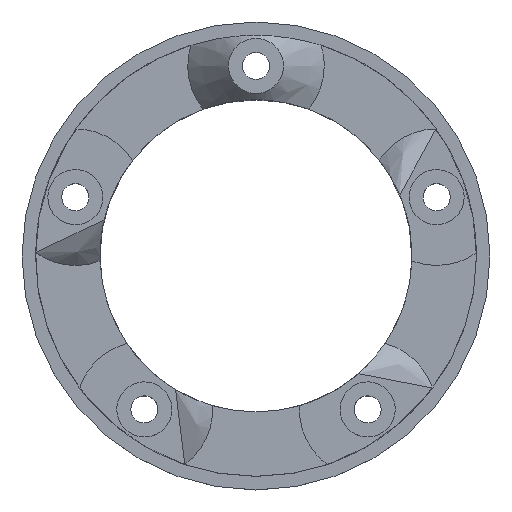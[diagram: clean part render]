
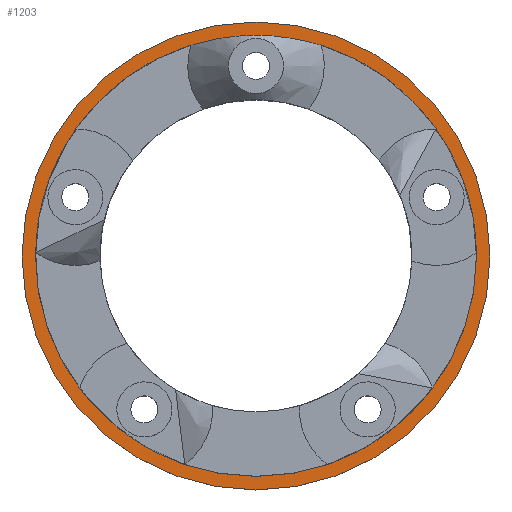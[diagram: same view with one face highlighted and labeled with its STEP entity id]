
A CAD part, top view. The second image highlights one B-rep face of the part: STEP entity #1203.
In plain terms, the highlighted planar face has unit normal (0, 0, 1).
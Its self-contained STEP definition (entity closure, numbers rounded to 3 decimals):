
#58=FACE_BOUND('',#251,.T.);
#110=CIRCLE('',#1328,32.5);
#111=CIRCLE('',#1330,34.5);
#175=FACE_OUTER_BOUND('',#250,.T.);
#250=EDGE_LOOP('',(#1039));
#251=EDGE_LOOP('',(#1040));
#585=VERTEX_POINT('',#2186);
#586=VERTEX_POINT('',#2190);
#751=EDGE_CURVE('',#585,#585,#110,.T.);
#752=EDGE_CURVE('',#586,#586,#111,.T.);
#1039=ORIENTED_EDGE('',*,*,#752,.F.);
#1040=ORIENTED_EDGE('',*,*,#751,.F.);
#1140=PLANE('',#1329);
#1203=ADVANCED_FACE('',(#175,#58),#1140,.T.);
#1328=AXIS2_PLACEMENT_3D('',#2188,#1659,#1660);
#1329=AXIS2_PLACEMENT_3D('',#2189,#1661,#1662);
#1330=AXIS2_PLACEMENT_3D('',#2191,#1663,#1664);
#1659=DIRECTION('center_axis',(0.,0.,1.));
#1660=DIRECTION('ref_axis',(-1.,0.,0.));
#1661=DIRECTION('center_axis',(0.,0.,1.));
#1662=DIRECTION('ref_axis',(-1.,0.,0.));
#1663=DIRECTION('center_axis',(0.,0.,-1.));
#1664=DIRECTION('ref_axis',(1.,0.,0.));
#2186=CARTESIAN_POINT('',(32.5,0.,2.));
#2188=CARTESIAN_POINT('Origin',(0.,0.,2.));
#2189=CARTESIAN_POINT('Origin',(0.,0.,2.));
#2190=CARTESIAN_POINT('',(-34.5,0.,2.));
#2191=CARTESIAN_POINT('Origin',(0.,0.,2.));
